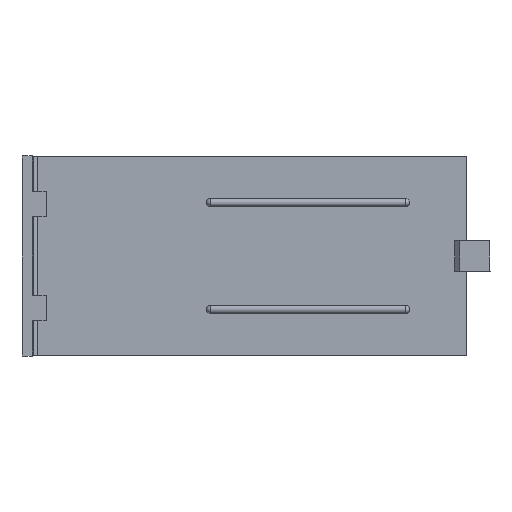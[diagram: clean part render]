
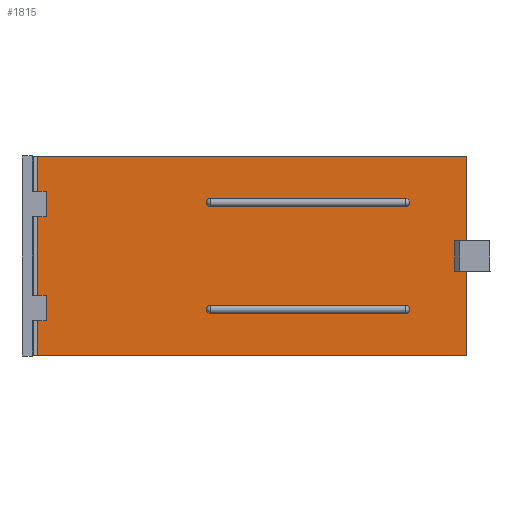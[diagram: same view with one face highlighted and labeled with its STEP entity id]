
A CAD part, front view. The second image highlights one B-rep face of the part: STEP entity #1815.
In plain terms, the highlighted planar face has unit normal (0, -1, 0).
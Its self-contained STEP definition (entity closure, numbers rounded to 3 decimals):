
#33=FACE_BOUND('',#718,.T.);
#34=FACE_BOUND('',#719,.T.);
#64=PLANE('',#1981);
#136=ELLIPSE('',#1982,0.502,0.5);
#137=ELLIPSE('',#1983,0.502,0.5);
#138=ELLIPSE('',#1984,0.502,0.5);
#139=ELLIPSE('',#1985,0.502,0.5);
#140=ELLIPSE('',#1986,0.502,0.5);
#141=ELLIPSE('',#1987,0.502,0.5);
#142=ELLIPSE('',#1988,0.502,0.5);
#143=ELLIPSE('',#1989,0.502,0.5);
#232=LINE('',#2874,#419);
#236=LINE('',#2881,#423);
#237=LINE('',#2884,#424);
#245=LINE('',#2988,#432);
#246=LINE('',#2994,#433);
#247=LINE('',#2996,#434);
#248=LINE('',#2998,#435);
#249=LINE('',#2999,#436);
#250=LINE('',#3004,#437);
#251=LINE('',#3008,#438);
#252=LINE('',#3012,#439);
#253=LINE('',#3015,#440);
#254=LINE('',#3020,#441);
#255=LINE('',#3024,#442);
#256=LINE('',#3028,#443);
#257=LINE('',#3031,#444);
#419=VECTOR('',#2327,1000.);
#423=VECTOR('',#2331,1000.);
#424=VECTOR('',#2334,1000.);
#432=VECTOR('',#2356,1000.);
#433=VECTOR('',#2367,1000.);
#434=VECTOR('',#2368,1000.);
#435=VECTOR('',#2369,1000.);
#436=VECTOR('',#2370,1000.);
#437=VECTOR('',#2373,1000.);
#438=VECTOR('',#2376,1000.);
#439=VECTOR('',#2379,1000.);
#440=VECTOR('',#2382,1000.);
#441=VECTOR('',#2385,1000.);
#442=VECTOR('',#2388,1000.);
#443=VECTOR('',#2391,1000.);
#444=VECTOR('',#2394,1000.);
#610=FACE_OUTER_BOUND('',#717,.T.);
#717=EDGE_LOOP('',(#1513,#1514,#1515,#1516,#1517,#1518,#1519,#1520));
#718=EDGE_LOOP('',(#1521,#1522,#1523,#1524,#1525,#1526,#1527,#1528));
#719=EDGE_LOOP('',(#1529,#1530,#1531,#1532,#1533,#1534,#1535,#1536));
#880=VERTEX_POINT('',#2869);
#881=VERTEX_POINT('',#2871);
#882=VERTEX_POINT('',#2873);
#885=VERTEX_POINT('',#2879);
#886=VERTEX_POINT('',#2883);
#897=VERTEX_POINT('',#2986);
#898=VERTEX_POINT('',#2995);
#899=VERTEX_POINT('',#2997);
#900=VERTEX_POINT('',#3000);
#901=VERTEX_POINT('',#3001);
#902=VERTEX_POINT('',#3003);
#903=VERTEX_POINT('',#3005);
#904=VERTEX_POINT('',#3007);
#905=VERTEX_POINT('',#3009);
#906=VERTEX_POINT('',#3011);
#907=VERTEX_POINT('',#3013);
#908=VERTEX_POINT('',#3016);
#909=VERTEX_POINT('',#3017);
#910=VERTEX_POINT('',#3019);
#911=VERTEX_POINT('',#3021);
#912=VERTEX_POINT('',#3023);
#913=VERTEX_POINT('',#3025);
#914=VERTEX_POINT('',#3027);
#915=VERTEX_POINT('',#3029);
#1094=EDGE_CURVE('',#881,#882,#232,.T.);
#1098=EDGE_CURVE('',#885,#880,#236,.T.);
#1099=EDGE_CURVE('',#886,#880,#237,.T.);
#1115=EDGE_CURVE('',#881,#897,#245,.T.);
#1116=EDGE_CURVE('',#897,#886,#246,.T.);
#1117=EDGE_CURVE('',#898,#885,#247,.T.);
#1118=EDGE_CURVE('',#899,#898,#248,.T.);
#1119=EDGE_CURVE('',#899,#882,#249,.T.);
#1120=EDGE_CURVE('',#900,#901,#136,.T.);
#1121=EDGE_CURVE('',#902,#900,#250,.T.);
#1122=EDGE_CURVE('',#903,#902,#137,.T.);
#1123=EDGE_CURVE('',#904,#903,#251,.T.);
#1124=EDGE_CURVE('',#905,#904,#138,.T.);
#1125=EDGE_CURVE('',#905,#906,#252,.T.);
#1126=EDGE_CURVE('',#907,#906,#139,.T.);
#1127=EDGE_CURVE('',#901,#907,#253,.T.);
#1128=EDGE_CURVE('',#908,#909,#140,.T.);
#1129=EDGE_CURVE('',#910,#908,#254,.T.);
#1130=EDGE_CURVE('',#911,#910,#141,.T.);
#1131=EDGE_CURVE('',#911,#912,#255,.T.);
#1132=EDGE_CURVE('',#913,#912,#142,.T.);
#1133=EDGE_CURVE('',#914,#913,#256,.T.);
#1134=EDGE_CURVE('',#915,#914,#143,.T.);
#1135=EDGE_CURVE('',#909,#915,#257,.T.);
#1513=ORIENTED_EDGE('',*,*,#1094,.F.);
#1514=ORIENTED_EDGE('',*,*,#1115,.T.);
#1515=ORIENTED_EDGE('',*,*,#1116,.T.);
#1516=ORIENTED_EDGE('',*,*,#1099,.T.);
#1517=ORIENTED_EDGE('',*,*,#1098,.F.);
#1518=ORIENTED_EDGE('',*,*,#1117,.F.);
#1519=ORIENTED_EDGE('',*,*,#1118,.F.);
#1520=ORIENTED_EDGE('',*,*,#1119,.T.);
#1521=ORIENTED_EDGE('',*,*,#1120,.F.);
#1522=ORIENTED_EDGE('',*,*,#1121,.F.);
#1523=ORIENTED_EDGE('',*,*,#1122,.F.);
#1524=ORIENTED_EDGE('',*,*,#1123,.F.);
#1525=ORIENTED_EDGE('',*,*,#1124,.F.);
#1526=ORIENTED_EDGE('',*,*,#1125,.T.);
#1527=ORIENTED_EDGE('',*,*,#1126,.F.);
#1528=ORIENTED_EDGE('',*,*,#1127,.F.);
#1529=ORIENTED_EDGE('',*,*,#1128,.F.);
#1530=ORIENTED_EDGE('',*,*,#1129,.F.);
#1531=ORIENTED_EDGE('',*,*,#1130,.F.);
#1532=ORIENTED_EDGE('',*,*,#1131,.T.);
#1533=ORIENTED_EDGE('',*,*,#1132,.F.);
#1534=ORIENTED_EDGE('',*,*,#1133,.F.);
#1535=ORIENTED_EDGE('',*,*,#1134,.F.);
#1536=ORIENTED_EDGE('',*,*,#1135,.F.);
#1815=ADVANCED_FACE('',(#610,#33,#34),#64,.T.);
#1981=AXIS2_PLACEMENT_3D('',#2993,#2365,#2366);
#1982=AXIS2_PLACEMENT_3D('',#3002,#2371,#2372);
#1983=AXIS2_PLACEMENT_3D('',#3006,#2374,#2375);
#1984=AXIS2_PLACEMENT_3D('',#3010,#2377,#2378);
#1985=AXIS2_PLACEMENT_3D('',#3014,#2380,#2381);
#1986=AXIS2_PLACEMENT_3D('',#3018,#2383,#2384);
#1987=AXIS2_PLACEMENT_3D('',#3022,#2386,#2387);
#1988=AXIS2_PLACEMENT_3D('',#3026,#2389,#2390);
#1989=AXIS2_PLACEMENT_3D('',#3030,#2392,#2393);
#2327=DIRECTION('',(-1.,0.,0.));
#2331=DIRECTION('',(-1.,0.,0.));
#2334=DIRECTION('',(0.,0.,-1.));
#2356=DIRECTION('',(0.,0.,1.));
#2365=DIRECTION('center_axis',(0.,-1.,0.));
#2366=DIRECTION('ref_axis',(0.,0.,1.));
#2367=DIRECTION('',(-1.,0.,0.));
#2368=DIRECTION('',(0.,0.,-1.));
#2369=DIRECTION('',(-1.,0.,0.));
#2370=DIRECTION('',(0.,0.,-1.));
#2371=DIRECTION('center_axis',(0.,-1.,0.));
#2372=DIRECTION('ref_axis',(1.,0.,0.));
#2373=DIRECTION('',(0.,0.,1.));
#2374=DIRECTION('center_axis',(0.,-1.,0.));
#2375=DIRECTION('ref_axis',(1.,0.,0.));
#2376=DIRECTION('',(1.,0.,0.));
#2377=DIRECTION('center_axis',(0.,-1.,0.));
#2378=DIRECTION('ref_axis',(1.,0.,0.));
#2379=DIRECTION('',(0.,0.,1.));
#2380=DIRECTION('center_axis',(0.,-1.,0.));
#2381=DIRECTION('ref_axis',(1.,0.,0.));
#2382=DIRECTION('',(-1.,0.,0.));
#2383=DIRECTION('center_axis',(0.,-1.,0.));
#2384=DIRECTION('ref_axis',(1.,0.,0.));
#2385=DIRECTION('',(1.,0.,0.));
#2386=DIRECTION('center_axis',(0.,-1.,0.));
#2387=DIRECTION('ref_axis',(1.,0.,0.));
#2388=DIRECTION('',(0.,0.,1.));
#2389=DIRECTION('center_axis',(0.,-1.,0.));
#2390=DIRECTION('ref_axis',(1.,0.,0.));
#2391=DIRECTION('',(-1.,0.,0.));
#2392=DIRECTION('center_axis',(0.,-1.,0.));
#2393=DIRECTION('ref_axis',(1.,0.,0.));
#2394=DIRECTION('',(0.,0.,1.));
#2869=CARTESIAN_POINT('',(-13.315,0.,-27.534));
#2871=CARTESIAN_POINT('',(12.712,0.,-27.534));
#2873=CARTESIAN_POINT('',(1.709,0.,-27.534));
#2874=CARTESIAN_POINT('',(12.712,0.,-27.534));
#2879=CARTESIAN_POINT('',(-2.312,0.,-27.534));
#2881=CARTESIAN_POINT('',(-2.312,0.,-27.534));
#2883=CARTESIAN_POINT('',(-13.315,0.,28.569));
#2884=CARTESIAN_POINT('',(-13.315,0.,28.569));
#2986=CARTESIAN_POINT('',(12.712,0.,28.569));
#2988=CARTESIAN_POINT('',(12.712,0.,-27.534));
#2993=CARTESIAN_POINT('Origin',(-21.693,0.,-27.54));
#2994=CARTESIAN_POINT('',(12.712,0.,28.569));
#2995=CARTESIAN_POINT('',(-2.312,0.,-25.945));
#2996=CARTESIAN_POINT('',(-2.312,0.,-25.945));
#2997=CARTESIAN_POINT('',(1.709,0.,-25.945));
#2998=CARTESIAN_POINT('',(1.709,0.,-25.945));
#2999=CARTESIAN_POINT('',(1.709,0.,-25.945));
#3000=CARTESIAN_POINT('',(7.21,0.,5.955));
#3001=CARTESIAN_POINT('',(6.708,0.,6.455));
#3002=CARTESIAN_POINT('Origin',(6.708,0.,5.955));
#3003=CARTESIAN_POINT('',(7.21,0.,-19.512));
#3004=CARTESIAN_POINT('',(7.21,0.,-19.512));
#3005=CARTESIAN_POINT('',(6.708,0.,-20.012));
#3006=CARTESIAN_POINT('Origin',(6.708,0.,-19.512));
#3007=CARTESIAN_POINT('',(6.655,0.,-20.012));
#3008=CARTESIAN_POINT('',(6.655,0.,-20.012));
#3009=CARTESIAN_POINT('',(6.153,0.,-19.512));
#3010=CARTESIAN_POINT('Origin',(6.655,0.,
-19.512));
#3011=CARTESIAN_POINT('',(6.153,0.,5.955));
#3012=CARTESIAN_POINT('',(6.153,0.,-19.512));
#3013=CARTESIAN_POINT('',(6.655,0.,6.455));
#3014=CARTESIAN_POINT('Origin',(6.655,0.,5.955));
#3015=CARTESIAN_POINT('',(6.708,0.,6.455));
#3016=CARTESIAN_POINT('',(-7.258,0.,-20.012));
#3017=CARTESIAN_POINT('',(-6.756,0.,-19.512));
#3018=CARTESIAN_POINT('Origin',(-7.258,0.,
-19.512));
#3019=CARTESIAN_POINT('',(-7.311,0.,-20.012));
#3020=CARTESIAN_POINT('',(-7.311,0.,-20.012));
#3021=CARTESIAN_POINT('',(-7.813,0.,-19.512));
#3022=CARTESIAN_POINT('Origin',(-7.311,0.,
-19.512));
#3023=CARTESIAN_POINT('',(-7.813,0.,5.955));
#3024=CARTESIAN_POINT('',(-7.813,0.,-19.512));
#3025=CARTESIAN_POINT('',(-7.311,0.,6.455));
#3026=CARTESIAN_POINT('Origin',(-7.311,0.,
5.955));
#3027=CARTESIAN_POINT('',(-7.258,0.,6.455));
#3028=CARTESIAN_POINT('',(-7.258,0.,6.455));
#3029=CARTESIAN_POINT('',(-6.756,0.,5.955));
#3030=CARTESIAN_POINT('Origin',(-7.258,0.,5.955));
#3031=CARTESIAN_POINT('',(-6.756,0.,-19.512));
